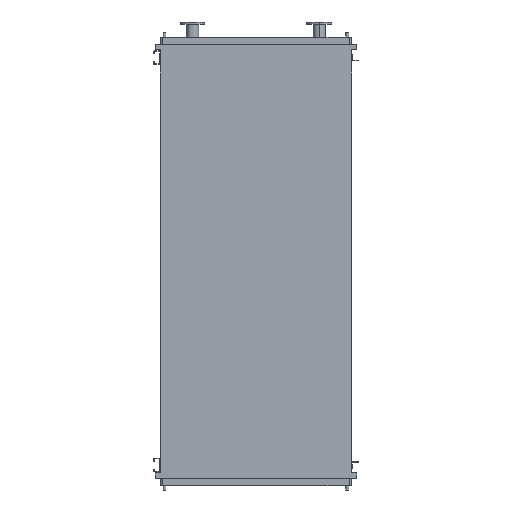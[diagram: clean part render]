
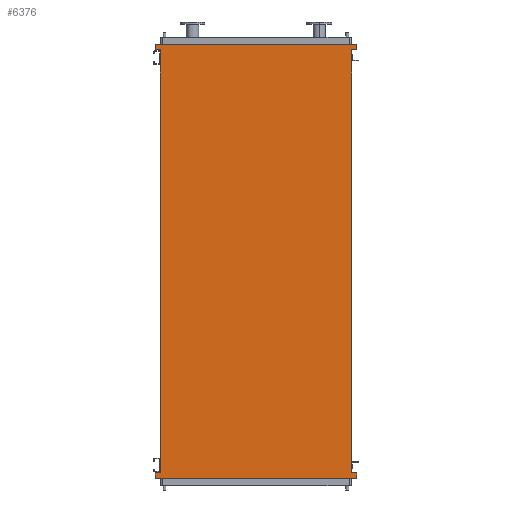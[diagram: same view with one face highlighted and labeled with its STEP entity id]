
A CAD part, front view. The second image highlights one B-rep face of the part: STEP entity #6376.
In plain terms, the highlighted planar face has unit normal (0, -1, 0).
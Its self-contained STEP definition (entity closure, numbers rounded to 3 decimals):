
#24 = VECTOR ( 'NONE', #5896, 1000. ) ;
#103 = VERTEX_POINT ( 'NONE', #7428 ) ;
#136 = ORIENTED_EDGE ( 'NONE', *, *, #7182, .T. ) ;
#316 = DIRECTION ( 'NONE',  ( 1., 0., 0. ) ) ;
#337 = CARTESIAN_POINT ( 'NONE',  ( 891., 0., -3693. ) ) ;
#418 = CARTESIAN_POINT ( 'NONE',  ( 891., 0., -3745. ) ) ;
#541 = LINE ( 'NONE', #3711, #1312 ) ;
#577 = CARTESIAN_POINT ( 'NONE',  ( 891., 0., -3693. ) ) ;
#581 = CARTESIAN_POINT ( 'NONE',  ( -845., 0., -3693. ) ) ;
#669 = CARTESIAN_POINT ( 'NONE',  ( -845., 0., -3650. ) ) ;
#865 = ORIENTED_EDGE ( 'NONE', *, *, #3000, .F. ) ;
#993 = ORIENTED_EDGE ( 'NONE', *, *, #9644, .F. ) ;
#1083 = CARTESIAN_POINT ( 'NONE',  ( -891., 0., -3693. ) ) ;
#1312 = VECTOR ( 'NONE', #9427, 1000. ) ;
#1655 = CARTESIAN_POINT ( 'NONE',  ( -891., 0., 43. ) ) ;
#1706 = DIRECTION ( 'NONE',  ( 0., -1., 0. ) ) ;
#1963 = DIRECTION ( 'NONE',  ( 0., 0., -1. ) ) ;
#1985 = EDGE_CURVE ( 'NONE', #8438, #12091, #4343, .T. ) ;
#2014 = CARTESIAN_POINT ( 'NONE',  ( -845., 0., -3650. ) ) ;
#2185 = VERTEX_POINT ( 'NONE', #2926 ) ;
#2562 = DIRECTION ( 'NONE',  ( 0., 0., -1. ) ) ;
#2705 = CARTESIAN_POINT ( 'NONE',  ( 891., 0., 43. ) ) ;
#2898 = EDGE_CURVE ( 'NONE', #12091, #10871, #9398, .T. ) ;
#2926 = CARTESIAN_POINT ( 'NONE',  ( 845., 0., 43. ) ) ;
#3000 = EDGE_CURVE ( 'NONE', #103, #8438, #9155, .T. ) ;
#3002 = CARTESIAN_POINT ( 'NONE',  ( -891., 0., -3745. ) ) ;
#3075 = VERTEX_POINT ( 'NONE', #12442 ) ;
#3118 = AXIS2_PLACEMENT_3D ( 'NONE', #669, #1706, #2562 ) ;
#3222 = VERTEX_POINT ( 'NONE', #2705 ) ;
#3375 = DIRECTION ( 'NONE',  ( 0., 0., -1. ) ) ;
#3711 = CARTESIAN_POINT ( 'NONE',  ( 891., 0., 95. ) ) ;
#3722 = PLANE ( 'NONE',  #3118 ) ;
#3911 = CARTESIAN_POINT ( 'NONE',  ( -891., 0., 95. ) ) ;
#3973 = LINE ( 'NONE', #3911, #5008 ) ;
#4017 = VECTOR ( 'NONE', #6250, 1000. ) ;
#4042 = DIRECTION ( 'NONE',  ( 0., 0., 1. ) ) ;
#4079 = ORIENTED_EDGE ( 'NONE', *, *, #10216, .F. ) ;
#4099 = VERTEX_POINT ( 'NONE', #581 ) ;
#4256 = EDGE_CURVE ( 'NONE', #10871, #6115, #7827, .T. ) ;
#4310 = EDGE_CURVE ( 'NONE', #3075, #3222, #8841, .T. ) ;
#4343 = LINE ( 'NONE', #577, #7479 ) ;
#4442 = ORIENTED_EDGE ( 'NONE', *, *, #6832, .F. ) ;
#4792 = LINE ( 'NONE', #2014, #24 ) ;
#4898 = ORIENTED_EDGE ( 'NONE', *, *, #11354, .F. ) ;
#5008 = VECTOR ( 'NONE', #4042, 1000. ) ;
#5249 = VECTOR ( 'NONE', #11411, 1000. ) ;
#5476 = LINE ( 'NONE', #7458, #4017 ) ;
#5896 = DIRECTION ( 'NONE',  ( 0., 0., 1. ) ) ;
#5966 = VERTEX_POINT ( 'NONE', #1655 ) ;
#6080 = LINE ( 'NONE', #10106, #9495 ) ;
#6115 = VERTEX_POINT ( 'NONE', #1083 ) ;
#6140 = DIRECTION ( 'NONE',  ( -1., 0., 0. ) ) ;
#6250 = DIRECTION ( 'NONE',  ( 1., 0., 0. ) ) ;
#6376 = ADVANCED_FACE ( 'NONE', ( #8605 ), #3722, .T. ) ;
#6696 = VECTOR ( 'NONE', #316, 1000. ) ;
#6765 = VERTEX_POINT ( 'NONE', #10080 ) ;
#6832 = EDGE_CURVE ( 'NONE', #4099, #9636, #4792, .T. ) ;
#7182 = EDGE_CURVE ( 'NONE', #103, #2185, #6080, .T. ) ;
#7201 = VECTOR ( 'NONE', #8721, 1000. ) ;
#7285 = CARTESIAN_POINT ( 'NONE',  ( 845., 0., 43. ) ) ;
#7306 = ORIENTED_EDGE ( 'NONE', *, *, #4310, .F. ) ;
#7428 = CARTESIAN_POINT ( 'NONE',  ( 845., 0., -3693. ) ) ;
#7458 = CARTESIAN_POINT ( 'NONE',  ( -891., 0., -3693. ) ) ;
#7476 = CARTESIAN_POINT ( 'NONE',  ( 891., 0., -3745. ) ) ;
#7479 = VECTOR ( 'NONE', #3375, 1000. ) ;
#7827 = LINE ( 'NONE', #3002, #7201 ) ;
#7884 = ORIENTED_EDGE ( 'NONE', *, *, #10275, .F. ) ;
#8053 = CARTESIAN_POINT ( 'NONE',  ( -891., 0., -3745. ) ) ;
#8156 = ORIENTED_EDGE ( 'NONE', *, *, #1985, .F. ) ;
#8238 = DIRECTION ( 'NONE',  ( -1., 0., 0. ) ) ;
#8376 = CARTESIAN_POINT ( 'NONE',  ( 845., 0., -3693. ) ) ;
#8438 = VERTEX_POINT ( 'NONE', #337 ) ;
#8605 = FACE_OUTER_BOUND ( 'NONE', #10274, .T. ) ;
#8708 = ORIENTED_EDGE ( 'NONE', *, *, #2898, .F. ) ;
#8721 = DIRECTION ( 'NONE',  ( 0., 0., 1. ) ) ;
#8841 = LINE ( 'NONE', #9680, #9877 ) ;
#9155 = LINE ( 'NONE', #8376, #6696 ) ;
#9398 = LINE ( 'NONE', #7476, #5249 ) ;
#9427 = DIRECTION ( 'NONE',  ( 1., 0., 0. ) ) ;
#9495 = VECTOR ( 'NONE', #9924, 1000. ) ;
#9636 = VERTEX_POINT ( 'NONE', #11757 ) ;
#9644 = EDGE_CURVE ( 'NONE', #5966, #6765, #3973, .T. ) ;
#9680 = CARTESIAN_POINT ( 'NONE',  ( 891., 0., 43. ) ) ;
#9729 = VECTOR ( 'NONE', #6140, 1000. ) ;
#9877 = VECTOR ( 'NONE', #1963, 1000. ) ;
#9924 = DIRECTION ( 'NONE',  ( 0., 0., 1. ) ) ;
#9939 = VECTOR ( 'NONE', #8238, 1000. ) ;
#10080 = CARTESIAN_POINT ( 'NONE',  ( -891., 0., 95. ) ) ;
#10106 = CARTESIAN_POINT ( 'NONE',  ( 845., 0., -3650. ) ) ;
#10107 = CARTESIAN_POINT ( 'NONE',  ( -891., 0., 43. ) ) ;
#10177 = LINE ( 'NONE', #7285, #9939 ) ;
#10216 = EDGE_CURVE ( 'NONE', #3222, #2185, #10177, .T. ) ;
#10234 = LINE ( 'NONE', #10107, #9729 ) ;
#10274 = EDGE_LOOP ( 'NONE', ( #136, #4079, #7306, #12594, #993, #7884, #4442, #4898, #11740, #8708, #8156, #865 ) ) ;
#10275 = EDGE_CURVE ( 'NONE', #9636, #5966, #10234, .T. ) ;
#10871 = VERTEX_POINT ( 'NONE', #8053 ) ;
#11354 = EDGE_CURVE ( 'NONE', #6115, #4099, #5476, .T. ) ;
#11411 = DIRECTION ( 'NONE',  ( -1., 0., 0. ) ) ;
#11627 = EDGE_CURVE ( 'NONE', #6765, #3075, #541, .T. ) ;
#11740 = ORIENTED_EDGE ( 'NONE', *, *, #4256, .F. ) ;
#11757 = CARTESIAN_POINT ( 'NONE',  ( -845., 0., 43. ) ) ;
#12091 = VERTEX_POINT ( 'NONE', #418 ) ;
#12442 = CARTESIAN_POINT ( 'NONE',  ( 891., 0., 95. ) ) ;
#12594 = ORIENTED_EDGE ( 'NONE', *, *, #11627, .F. ) ;
